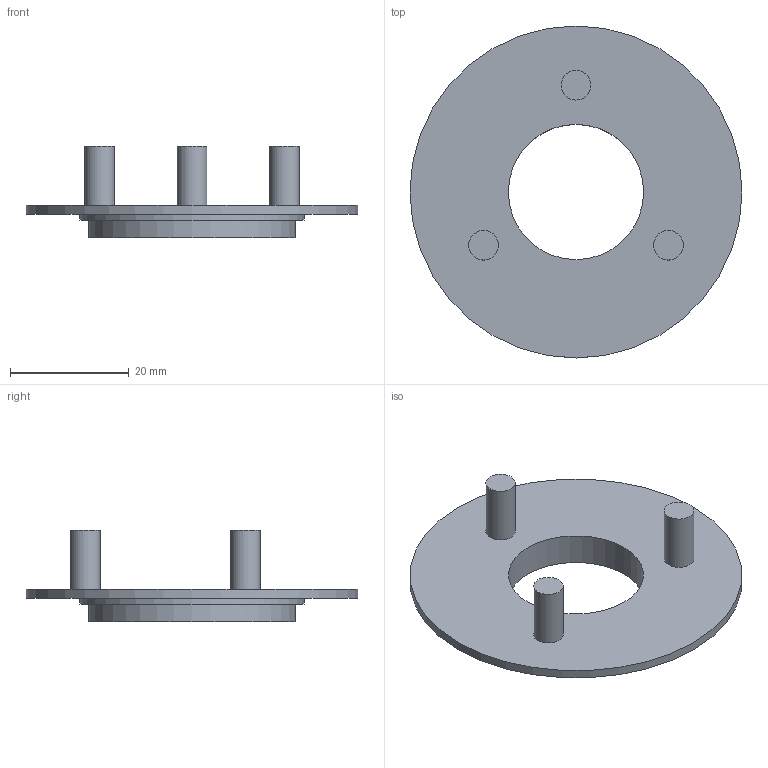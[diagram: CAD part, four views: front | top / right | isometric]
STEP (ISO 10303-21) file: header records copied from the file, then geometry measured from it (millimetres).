
FILE_DESCRIPTION(/* description */ (''),/* implementation_level */ '2;1');
FILE_NAME(/* name */ 'PLANITARY PLATE.step',/* time_stamp */ '2024-08-01T14:16:36-04:00',/* author */ (''),/* organization */ (''),/* preprocessor_version */ 'ST-DEVELOPER v20',/* originating_system */ 'Autodesk Translation Framework v13.14.0.145',/* authorisation */ '');
FILE_SCHEMA (('AUTOMOTIVE_DESIGN { 1 0 10303 214 3 1 1 }'));
Length unit declared in the file: millimetre
Products named in the file (1): PLANITARY GEAR BOX
Bounding box: 56 x 56 x 15.5 mm (x, y, z)
Volume: 6013 mm3; surface area: 5685.1 mm2
Topology: 1 solids, 1 shells, 14 faces, 21 edges, 14 vertices
Faces by surface type: plane 7, cylinder 7
Full cylindrical faces by diameter (mm): 5 x3, 22.804 x1, 34.8 x1, 37.8 x1, 56 x1
Entity records: 366 total; most frequent: DIRECTION 65, CARTESIAN_POINT 50, ORIENTED_EDGE 42, AXIS2_PLACEMENT_3D 29, EDGE_LOOP 21, EDGE_CURVE 21, FACE_OUTER_BOUND 14, CIRCLE 14
